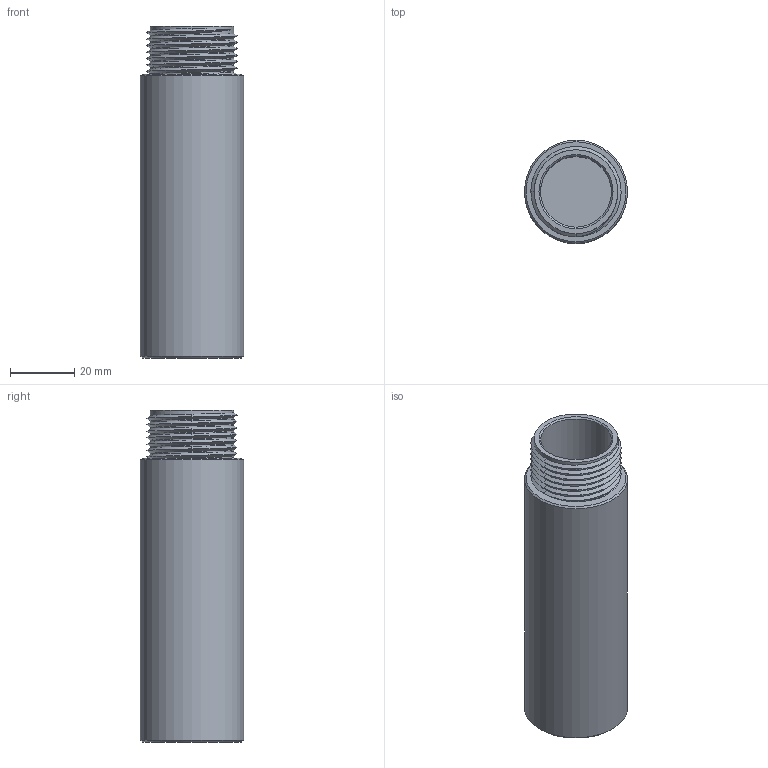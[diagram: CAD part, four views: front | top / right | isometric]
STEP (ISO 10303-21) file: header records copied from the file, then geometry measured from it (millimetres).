
FILE_DESCRIPTION(('FreeCAD Model'),'2;1');
FILE_NAME('Open CASCADE Shape Model','2025-07-13T22:46:29',(''),(''), 'Open CASCADE STEP processor 7.8','FreeCAD','Unknown');
FILE_SCHEMA(('AUTOMOTIVE_DESIGN { 1 0 10303 214 1 1 1 1 }'));
Length unit declared in the file: millimetre
Products named in the file (1): container
Bounding box: 32 x 32 x 103 mm (x, y, z)
Volume: 41126.2 mm3; surface area: 19082.5 mm2
Topology: 1 solids, 1 shells, 34 faces, 79 edges, 49 vertices
Faces by surface type: bspline 18, cylinder 9, plane 4, cone 3
Full cylindrical faces by diameter (mm): 22 x1, 26 x6, 32 x1
Entity records: 5958 total; most frequent: CARTESIAN_POINT 4586, ORIENTED_EDGE 158, PCURVE 158, DEFINITIONAL_REPRESENTATION 158, DIRECTION 156, B_SPLINE_CURVE_WITH_KNOTS 124, LINE 98, VECTOR 98
